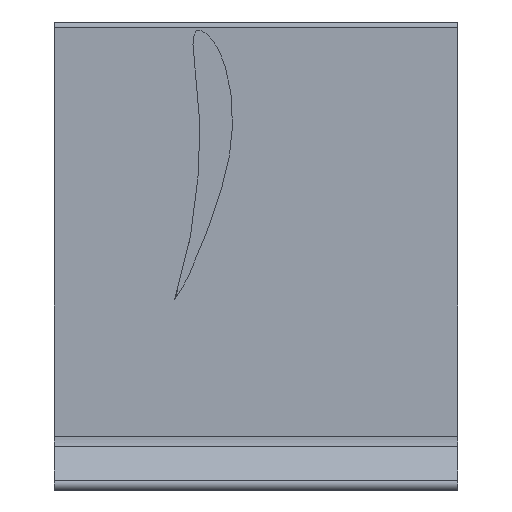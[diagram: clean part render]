
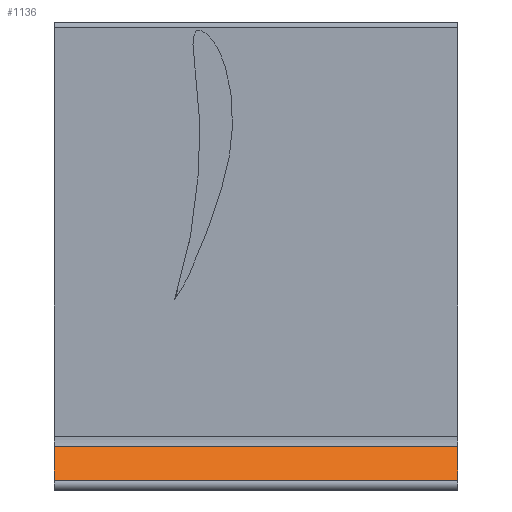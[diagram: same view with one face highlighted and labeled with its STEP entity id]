
A CAD part, left-side view. The second image highlights one B-rep face of the part: STEP entity #1136.
In plain terms, the highlighted planar face has unit normal (-0.765, 0, 0.644).
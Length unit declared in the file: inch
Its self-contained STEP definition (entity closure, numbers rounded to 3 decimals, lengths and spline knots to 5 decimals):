
#136 = CARTESIAN_POINT ( 'NONE',  ( -26.40461, 1.25, -13.9817 ) ) ;
#226 = CARTESIAN_POINT ( 'NONE',  ( -26.40461, 19.2185, -13.9817 ) ) ;
#281 = LINE ( 'NONE', #835, #1620 ) ;
#289 = VERTEX_POINT ( 'NONE', #1196 ) ;
#349 = VECTOR ( 'NONE', #660, 39.37008 ) ;
#399 = FACE_OUTER_BOUND ( 'NONE', #974, .T. ) ;
#475 = ORIENTED_EDGE ( 'NONE', *, *, #1203, .T. ) ;
#641 = DIRECTION ( 'NONE',  ( 0.644, 0., 0.765 ) ) ;
#649 = VERTEX_POINT ( 'NONE', #1419 ) ;
#660 = DIRECTION ( 'NONE',  ( 0., -1., 0. ) ) ;
#699 = CARTESIAN_POINT ( 'NONE',  ( -25.14178, 1.25, -12.48282 ) ) ;
#720 = ORIENTED_EDGE ( 'NONE', *, *, #1391, .F. ) ;
#734 = DIRECTION ( 'NONE',  ( 0., -1., 0. ) ) ;
#737 = EDGE_CURVE ( 'NONE', #649, #289, #281, .T. ) ;
#759 = VECTOR ( 'NONE', #641, 39.37008 ) ;
#801 = CARTESIAN_POINT ( 'NONE',  ( -26.40461, 1.25, -13.9817 ) ) ;
#817 = DIRECTION ( 'NONE',  ( 0.765, 0., -0.644 ) ) ;
#822 = VERTEX_POINT ( 'NONE', #699 ) ;
#835 = CARTESIAN_POINT ( 'NONE',  ( -26.40461, 19.2185, -13.9817 ) ) ;
#899 = EDGE_CURVE ( 'NONE', #914, #822, #1596, .T. ) ;
#914 = VERTEX_POINT ( 'NONE', #136 ) ;
#918 = CARTESIAN_POINT ( 'NONE',  ( -25.14178, 19.2185, -12.48282 ) ) ;
#974 = EDGE_LOOP ( 'NONE', ( #1024, #720, #1252, #475 ) ) ;
#1024 = ORIENTED_EDGE ( 'NONE', *, *, #899, .T. ) ;
#1052 = LINE ( 'NONE', #918, #349 ) ;
#1063 = VECTOR ( 'NONE', #734, 39.37008 ) ;
#1088 = DIRECTION ( 'NONE',  ( 0.644, 0., 0.765 ) ) ;
#1136 = ADVANCED_FACE ( 'NONE', ( #399 ), #1633, .F. ) ;
#1196 = CARTESIAN_POINT ( 'NONE',  ( -25.14178, 19.2185, -12.48282 ) ) ;
#1203 = EDGE_CURVE ( 'NONE', #649, #914, #1722, .T. ) ;
#1252 = ORIENTED_EDGE ( 'NONE', *, *, #737, .F. ) ;
#1391 = EDGE_CURVE ( 'NONE', #289, #822, #1052, .T. ) ;
#1419 = CARTESIAN_POINT ( 'NONE',  ( -26.40461, 19.2185, -13.9817 ) ) ;
#1433 = CARTESIAN_POINT ( 'NONE',  ( -26.40461, 19.2185, -13.9817 ) ) ;
#1499 = DIRECTION ( 'NONE',  ( -0.644, 0., -0.765 ) ) ;
#1539 = AXIS2_PLACEMENT_3D ( 'NONE', #226, #817, #1499 ) ;
#1596 = LINE ( 'NONE', #801, #759 ) ;
#1620 = VECTOR ( 'NONE', #1088, 39.37008 ) ;
#1633 = PLANE ( 'NONE',  #1539 ) ;
#1722 = LINE ( 'NONE', #1433, #1063 ) ;
